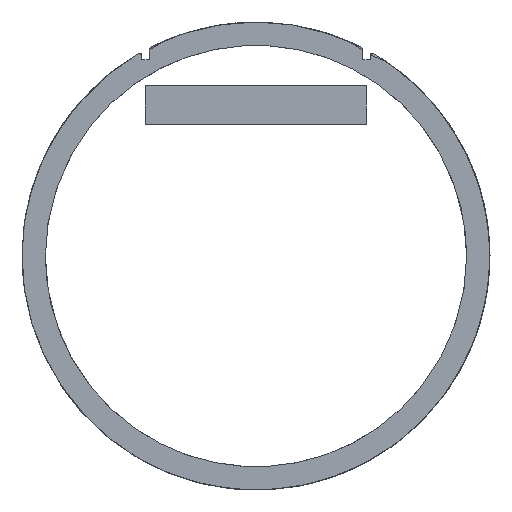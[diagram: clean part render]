
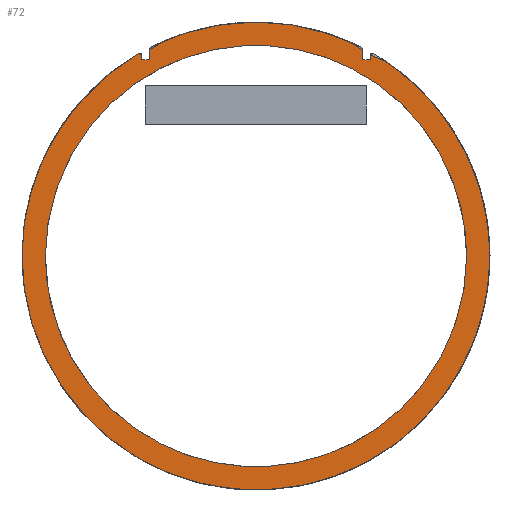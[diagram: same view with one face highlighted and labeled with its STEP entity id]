
A CAD part, left-side view. The second image highlights one B-rep face of the part: STEP entity #72.
In plain terms, the highlighted planar face has unit normal (-1, 0, 0).
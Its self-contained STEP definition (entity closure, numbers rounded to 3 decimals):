
#48=FACE_BOUND('',#164,.T.);
#72=ADVANCED_FACE('',(#117,#48),#639,.T.);
#117=FACE_OUTER_BOUND('',#163,.T.);
#163=EDGE_LOOP('',(#293,#294,#295,#296,#297,#298,#299,#300,#301));
#164=EDGE_LOOP('',(#302,#303));
#293=ORIENTED_EDGE('',*,*,#429,.T.);
#294=ORIENTED_EDGE('',*,*,#433,.T.);
#295=ORIENTED_EDGE('',*,*,#436,.T.);
#296=ORIENTED_EDGE('',*,*,#439,.T.);
#297=ORIENTED_EDGE('',*,*,#442,.T.);
#298=ORIENTED_EDGE('',*,*,#445,.T.);
#299=ORIENTED_EDGE('',*,*,#448,.T.);
#300=ORIENTED_EDGE('',*,*,#451,.T.);
#301=ORIENTED_EDGE('',*,*,#453,.T.);
#302=ORIENTED_EDGE('',*,*,#472,.T.);
#303=ORIENTED_EDGE('',*,*,#476,.T.);
#429=EDGE_CURVE('',#607,#606,#530,.T.);
#433=EDGE_CURVE('',#606,#609,#534,.T.);
#436=EDGE_CURVE('',#609,#611,#537,.T.);
#439=EDGE_CURVE('',#611,#613,#540,.T.);
#442=EDGE_CURVE('',#613,#615,#543,.T.);
#445=EDGE_CURVE('',#615,#617,#546,.T.);
#448=EDGE_CURVE('',#617,#619,#549,.T.);
#451=EDGE_CURVE('',#619,#621,#552,.T.);
#453=EDGE_CURVE('',#621,#607,#554,.T.);
#472=EDGE_CURVE('',#627,#628,#573,.T.);
#476=EDGE_CURVE('',#628,#627,#577,.T.);
#530=(
BOUNDED_CURVE()
B_SPLINE_CURVE(2,(#1230,#1231,#1232,#1233,#1234,#1235,#1236,#1237,#1238,
#1239,#1240,#1241,#1242,#1243,#1244,#1245,#1246),.UNSPECIFIED.,.F.,.F.)
B_SPLINE_CURVE_WITH_KNOTS((3,2,2,2,2,2,2,2,3),(235.359,261.289,
281.049,300.809,320.569,340.329,366.259,
366.468,366.677),.UNSPECIFIED.)
CURVE()
GEOMETRIC_REPRESENTATION_ITEM()
RATIONAL_B_SPLINE_CURVE((1.,0.869,1.,0.923,1.,0.923,
1.,0.923,1.,0.923,1.,0.869,1.,0.866,
1.,0.866,1.))
REPRESENTATION_ITEM('')
);
#534=(
BOUNDED_CURVE()
B_SPLINE_CURVE(2,(#1254,#1255,#1256),.UNSPECIFIED.,.F.,.F.)
B_SPLINE_CURVE_WITH_KNOTS((3,3),(366.677,367.181),
 .UNSPECIFIED.)
CURVE()
GEOMETRIC_REPRESENTATION_ITEM()
RATIONAL_B_SPLINE_CURVE((1.,1.,1.))
REPRESENTATION_ITEM('')
);
#537=(
BOUNDED_CURVE()
B_SPLINE_CURVE(2,(#1262,#1263,#1264),.UNSPECIFIED.,.F.,.F.)
B_SPLINE_CURVE_WITH_KNOTS((3,3),(367.181,367.959),
 .UNSPECIFIED.)
CURVE()
GEOMETRIC_REPRESENTATION_ITEM()
RATIONAL_B_SPLINE_CURVE((1.,1.,1.))
REPRESENTATION_ITEM('')
);
#540=(
BOUNDED_CURVE()
B_SPLINE_CURVE(2,(#1270,#1271,#1272),.UNSPECIFIED.,.F.,.F.)
B_SPLINE_CURVE_WITH_KNOTS((3,3),(367.959,368.977),
 .UNSPECIFIED.)
CURVE()
GEOMETRIC_REPRESENTATION_ITEM()
RATIONAL_B_SPLINE_CURVE((1.,1.,1.))
REPRESENTATION_ITEM('')
);
#543=(
BOUNDED_CURVE()
B_SPLINE_CURVE(2,(#1278,#1279,#1280,#1281,#1282,#1283,#1284),
 .UNSPECIFIED.,.F.,.F.)
B_SPLINE_CURVE_WITH_KNOTS((3,2,2,3),(368.977,369.42,
392.64,393.064),.UNSPECIFIED.)
CURVE()
GEOMETRIC_REPRESENTATION_ITEM()
RATIONAL_B_SPLINE_CURVE((1.,0.851,1.,0.894,1.,0.863,
1.))
REPRESENTATION_ITEM('')
);
#546=(
BOUNDED_CURVE()
B_SPLINE_CURVE(2,(#1290,#1291,#1292),.UNSPECIFIED.,.F.,.F.)
B_SPLINE_CURVE_WITH_KNOTS((3,3),(393.064,394.106),
 .UNSPECIFIED.)
CURVE()
GEOMETRIC_REPRESENTATION_ITEM()
RATIONAL_B_SPLINE_CURVE((1.,1.,1.))
REPRESENTATION_ITEM('')
);
#549=(
BOUNDED_CURVE()
B_SPLINE_CURVE(2,(#1298,#1299,#1300),.UNSPECIFIED.,.F.,.F.)
B_SPLINE_CURVE_WITH_KNOTS((3,3),(394.106,394.884),
 .UNSPECIFIED.)
CURVE()
GEOMETRIC_REPRESENTATION_ITEM()
RATIONAL_B_SPLINE_CURVE((1.,1.,1.))
REPRESENTATION_ITEM('')
);
#552=(
BOUNDED_CURVE()
B_SPLINE_CURVE(2,(#1306,#1307,#1308),.UNSPECIFIED.,.F.,.F.)
B_SPLINE_CURVE_WITH_KNOTS((3,3),(394.884,395.387),
 .UNSPECIFIED.)
CURVE()
GEOMETRIC_REPRESENTATION_ITEM()
RATIONAL_B_SPLINE_CURVE((1.,1.,1.))
REPRESENTATION_ITEM('')
);
#554=(
BOUNDED_CURVE()
B_SPLINE_CURVE(2,(#1314,#1315,#1316,#1317,#1318),.UNSPECIFIED.,.F.,.F.)
B_SPLINE_CURVE_WITH_KNOTS((3,2,3),(395.387,395.597,395.806),
 .UNSPECIFIED.)
CURVE()
GEOMETRIC_REPRESENTATION_ITEM()
RATIONAL_B_SPLINE_CURVE((1.,0.866,1.,0.866,1.))
REPRESENTATION_ITEM('')
);
#573=(
BOUNDED_CURVE()
B_SPLINE_CURVE(2,(#1372,#1373,#1374,#1375,#1376),.UNSPECIFIED.,.F.,.F.)
B_SPLINE_CURVE_WITH_KNOTS((3,2,3),(0.,35.343,70.686),
 .UNSPECIFIED.)
CURVE()
GEOMETRIC_REPRESENTATION_ITEM()
RATIONAL_B_SPLINE_CURVE((1.,0.707,1.,0.707,1.))
REPRESENTATION_ITEM('')
);
#577=(
BOUNDED_CURVE()
B_SPLINE_CURVE(2,(#1386,#1387,#1388,#1389,#1390),.UNSPECIFIED.,.F.,.F.)
B_SPLINE_CURVE_WITH_KNOTS((3,2,3),(70.686,106.029,141.372),
 .UNSPECIFIED.)
CURVE()
GEOMETRIC_REPRESENTATION_ITEM()
RATIONAL_B_SPLINE_CURVE((1.,0.707,1.,0.707,1.))
REPRESENTATION_ITEM('')
);
#606=VERTEX_POINT('',#1073);
#607=VERTEX_POINT('',#1074);
#609=VERTEX_POINT('',#1076);
#611=VERTEX_POINT('',#1078);
#613=VERTEX_POINT('',#1080);
#615=VERTEX_POINT('',#1082);
#617=VERTEX_POINT('',#1084);
#619=VERTEX_POINT('',#1086);
#621=VERTEX_POINT('',#1088);
#627=VERTEX_POINT('',#1094);
#628=VERTEX_POINT('',#1095);
#639=PLANE('',#704);
#704=AXIS2_PLACEMENT_3D('',#922,#715,$);
#715=DIRECTION('',(-1.,0.,0.));
#922=CARTESIAN_POINT('',(-888.,-31.25,31.25));
#1073=CARTESIAN_POINT('',(-888.,-12.2,21.477));
#1074=CARTESIAN_POINT('',(-888.,12.5,21.651));
#1076=CARTESIAN_POINT('',(-888.,-12.2,20.974));
#1078=CARTESIAN_POINT('',(-888.,-11.423,20.974));
#1080=CARTESIAN_POINT('',(-888.,-11.423,21.992));
#1082=CARTESIAN_POINT('',(-888.,11.413,22.015));
#1084=CARTESIAN_POINT('',(-888.,11.417,20.974));
#1086=CARTESIAN_POINT('',(-888.,12.195,20.974));
#1088=CARTESIAN_POINT('',(-888.,12.2,21.477));
#1094=CARTESIAN_POINT('',(-888.,22.5,0.));
#1095=CARTESIAN_POINT('',(-888.,-22.5,0.));
#1230=CARTESIAN_POINT('',(-888.,12.5,21.651));
#1231=CARTESIAN_POINT('',(-888.,24.856,14.517));
#1232=CARTESIAN_POINT('',(-888.,24.999,0.25));
#1233=CARTESIAN_POINT('',(-888.,25.103,-10.178));
#1234=CARTESIAN_POINT('',(-888.,17.766,-17.589));
#1235=CARTESIAN_POINT('',(-888.,10.429,-25.));
#1236=CARTESIAN_POINT('',(-888.,0.,-25.));
#1237=CARTESIAN_POINT('',(-888.,-10.429,-25.));
#1238=CARTESIAN_POINT('',(-888.,-17.766,-17.589));
#1239=CARTESIAN_POINT('',(-888.,-25.103,-10.178));
#1240=CARTESIAN_POINT('',(-888.,-24.999,0.25));
#1241=CARTESIAN_POINT('',(-888.,-24.856,14.517));
#1242=CARTESIAN_POINT('',(-888.,-12.5,21.651));
#1243=CARTESIAN_POINT('',(-888.,-12.4,21.708));
#1244=CARTESIAN_POINT('',(-888.,-12.3,21.651));
#1245=CARTESIAN_POINT('',(-888.,-12.2,21.593));
#1246=CARTESIAN_POINT('',(-888.,-12.2,21.477));
#1254=CARTESIAN_POINT('',(-888.,-12.2,21.477));
#1255=CARTESIAN_POINT('',(-888.,-12.2,21.226));
#1256=CARTESIAN_POINT('',(-888.,-12.2,20.974));
#1262=CARTESIAN_POINT('',(-888.,-12.2,20.974));
#1263=CARTESIAN_POINT('',(-888.,-11.811,20.974));
#1264=CARTESIAN_POINT('',(-888.,-11.423,20.974));
#1270=CARTESIAN_POINT('',(-888.,-11.423,20.974));
#1271=CARTESIAN_POINT('',(-888.,-11.423,21.483));
#1272=CARTESIAN_POINT('',(-888.,-11.423,21.992));
#1278=CARTESIAN_POINT('',(-888.,-11.423,21.992));
#1279=CARTESIAN_POINT('',(-888.,-11.423,22.239));
#1280=CARTESIAN_POINT('',(-888.,-11.202,22.35));
#1281=CARTESIAN_POINT('',(-888.,-0.006,27.961));
#1282=CARTESIAN_POINT('',(-888.,11.192,22.355));
#1283=CARTESIAN_POINT('',(-888.,11.402,22.25));
#1284=CARTESIAN_POINT('',(-888.,11.413,22.015));
#1290=CARTESIAN_POINT('',(-888.,11.413,22.015));
#1291=CARTESIAN_POINT('',(-888.,11.415,21.494));
#1292=CARTESIAN_POINT('',(-888.,11.417,20.974));
#1298=CARTESIAN_POINT('',(-888.,11.417,20.974));
#1299=CARTESIAN_POINT('',(-888.,11.806,20.974));
#1300=CARTESIAN_POINT('',(-888.,12.195,20.974));
#1306=CARTESIAN_POINT('',(-888.,12.195,20.974));
#1307=CARTESIAN_POINT('',(-888.,12.197,21.226));
#1308=CARTESIAN_POINT('',(-888.,12.2,21.477));
#1314=CARTESIAN_POINT('',(-888.,12.2,21.477));
#1315=CARTESIAN_POINT('',(-888.,12.2,21.593));
#1316=CARTESIAN_POINT('',(-888.,12.3,21.651));
#1317=CARTESIAN_POINT('',(-888.,12.4,21.708));
#1318=CARTESIAN_POINT('',(-888.,12.5,21.651));
#1372=CARTESIAN_POINT('',(-888.,22.5,0.));
#1373=CARTESIAN_POINT('',(-888.,22.5,22.5));
#1374=CARTESIAN_POINT('',(-888.,0.,22.5));
#1375=CARTESIAN_POINT('',(-888.,-22.5,22.5));
#1376=CARTESIAN_POINT('',(-888.,-22.5,0.));
#1386=CARTESIAN_POINT('',(-888.,-22.5,0.));
#1387=CARTESIAN_POINT('',(-888.,-22.5,-22.5));
#1388=CARTESIAN_POINT('',(-888.,0.,-22.5));
#1389=CARTESIAN_POINT('',(-888.,22.5,-22.5));
#1390=CARTESIAN_POINT('',(-888.,22.5,0.));
